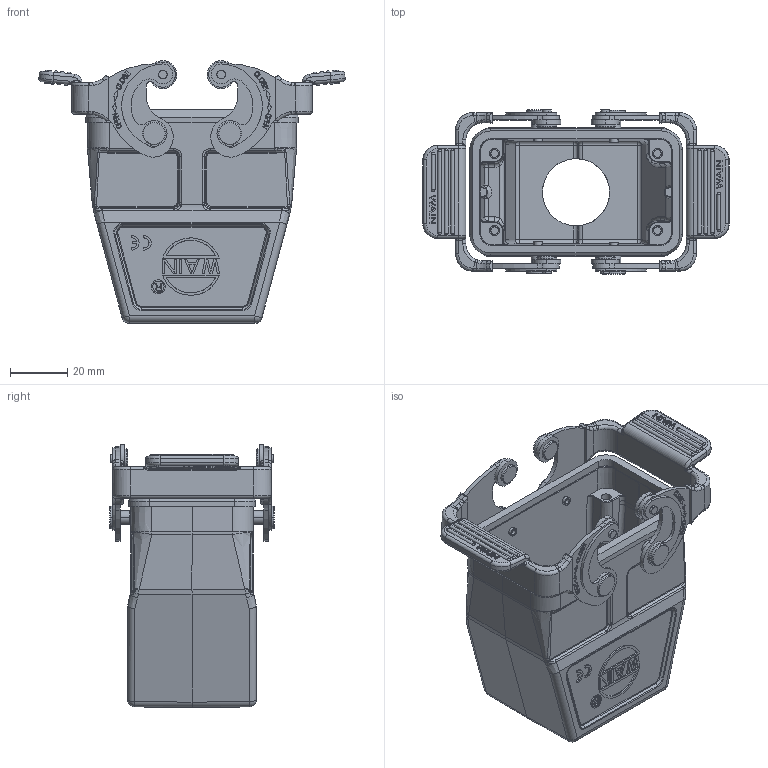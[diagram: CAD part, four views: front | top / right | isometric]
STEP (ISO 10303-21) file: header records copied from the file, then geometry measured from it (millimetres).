
FILE_DESCRIPTION(/* description */ (''),/* implementation_level */ '2;1');
FILE_NAME(/* name */ '3D_1110107415003_H10B-CCTH-2L_SC-M25_V1.0.stp',/* time_stamp */ '2024-02-06T09:15:38+08:00',/* author */ (''),/* organization */ (''),/* preprocessor_version */ 'ST-DEVELOPER v18.1',/* originating_system */ 'SIEMENS PLM Software NX 1980',/* authorisation */ '');
FILE_SCHEMA (('AUTOMOTIVE_DESIGN { 1 0 10303 214 3 1 1 1 }'));
Products named in the file (1): 3D_1110107415003_H10B-CCTH-2L_SC-M25_V1.0_stp
Bounding box: 107.26 x 57.5 x 92.03 mm (x, y, z)
Volume: 77687.7 mm3; surface area: 47558.5 mm2
Topology: 1 solids, 1 shells, 1899 faces, 5015 edges, 3245 vertices
Faces by surface type: plane 872, cylinder 532, torus 159, cone 99, bspline 91, extrusion 88, sphere 50, revolution 8
Entity records: 66911 total; most frequent: CARTESIAN_POINT 22056, ORIENTED_EDGE 9942, DIRECTION 8330, EDGE_CURVE 4971, VERTEX_POINT 3245, AXIS2_PLACEMENT_3D 2954, VECTOR 2414, LINE 2326
